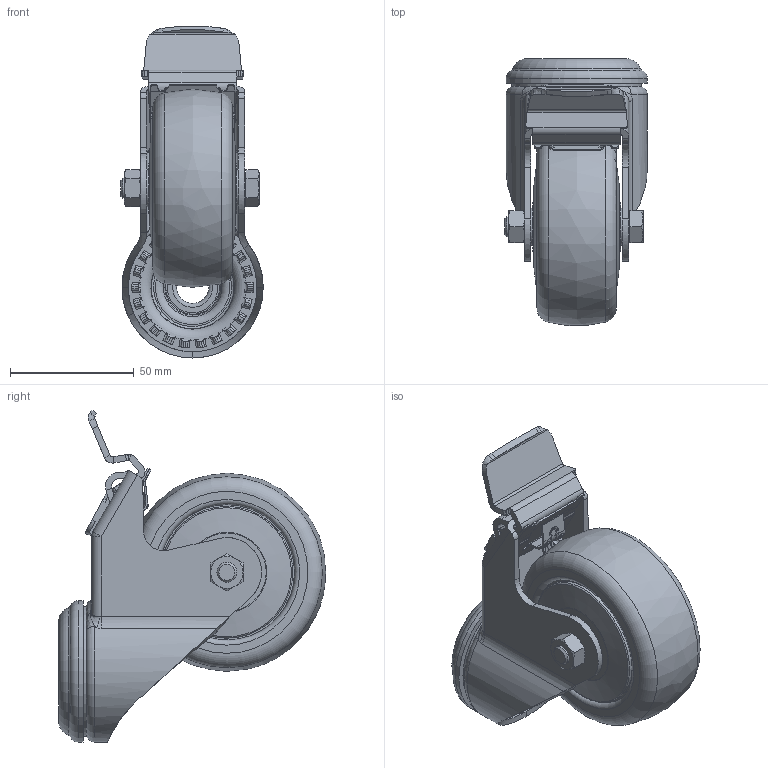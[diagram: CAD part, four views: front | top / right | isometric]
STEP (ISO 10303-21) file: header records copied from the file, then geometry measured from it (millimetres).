
FILE_DESCRIPTION(/* description */ ('Lenkrolle mit Feststeller D80 ESD'),/* implementation_level */ '2;1');
FILE_NAME(/* name */ 'Syskomp 412541230 Lenkrolle mit Feststeller D80 ESD.stp',/* time_stamp */ '2014-04-02T09:46:57+02:00',/* author */ ('mstrom'),/* organization */ (''),/* preprocessor_version */ 'ST-DEVELOPER v15.2',/* originating_system */ 'Autodesk Inventor 2014',/* authorisation */ '');
FILE_SCHEMA (('AUTOMOTIVE_DESIGN { 1 0 10303 214 3 1 1 }'));
Products named in the file (1): 412541230 Lenkrolle mit Feststeller D80 ESD
Bounding box: 57.5 x 107.83 x 134 mm (x, y, z)
Volume: 232140.9 mm3; surface area: 56579.2 mm2
Topology: 2 solids, 4 shells, 1058 faces, 2796 edges, 1740 vertices
Faces by surface type: cylinder 361, plane 327, bspline 196, torus 129, cone 41, sphere 4
Full cylindrical faces by diameter (mm): 3 x1, 8 x3, 8.5 x3, 12.999 x1, 13 x1, 15 x1, 20 x2, 20.45 x1, 52.371 x1, 53 x2, 57 x1
Entity records: 43451 total; most frequent: CARTESIAN_POINT 17788, ORIENTED_EDGE 5408, DIRECTION 4806, EDGE_CURVE 2704, AXIS2_PLACEMENT_3D 1836, VERTEX_POINT 1709, EDGE_LOOP 1145, LINE 1134
